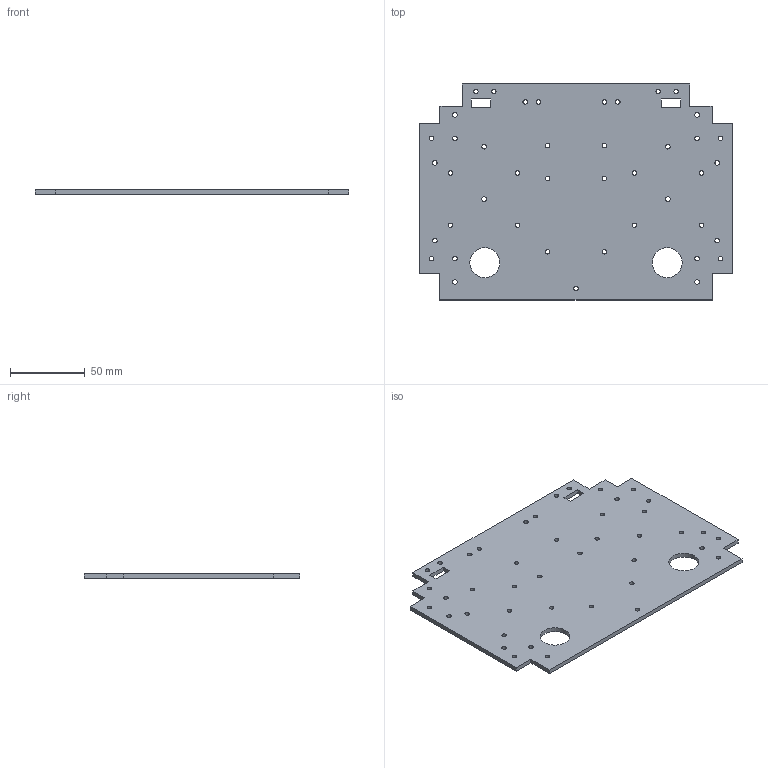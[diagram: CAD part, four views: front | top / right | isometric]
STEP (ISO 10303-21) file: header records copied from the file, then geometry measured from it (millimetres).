
FILE_DESCRIPTION(('FreeCAD Model'),'2;1');
FILE_NAME('etage_moteur.step','2017-11-28T18:55:53',('Author'),(''), 'Open CASCADE STEP processor 6.8','FreeCAD','Unknown');
FILE_SCHEMA(('AUTOMOTIVE_DESIGN_CC2 { 1 2 10303 214 -1 1 5 4 }'));
Length unit declared in the file: millimetre
Products named in the file (1): Pad
Bounding box: 210 x 144.5 x 3 mm (x, y, z)
Volume: 82715.8 mm3; surface area: 59091.7 mm2
Topology: 1 solids, 1 shells, 71 faces, 207 edges, 138 vertices
Faces by surface type: cylinder 45, plane 26
Full cylindrical faces by diameter (mm): 3 x43, 20 x2
Entity records: 5291 total; most frequent: DIRECTION 855, CARTESIAN_POINT 831, LINE 441, VECTOR 441, ORIENTED_EDGE 414, PCURVE 414, DEFINITIONAL_REPRESENTATION 414, EDGE_CURVE 207
